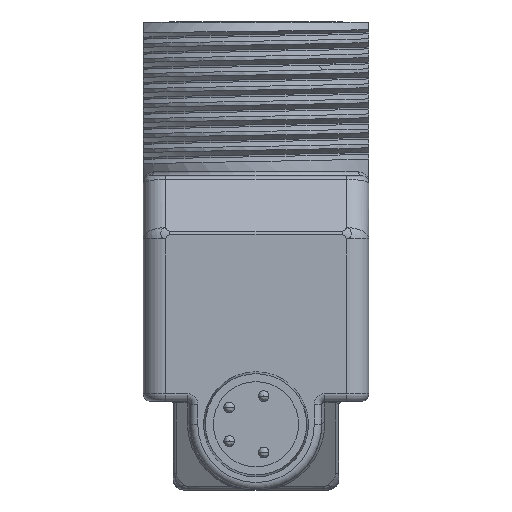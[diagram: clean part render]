
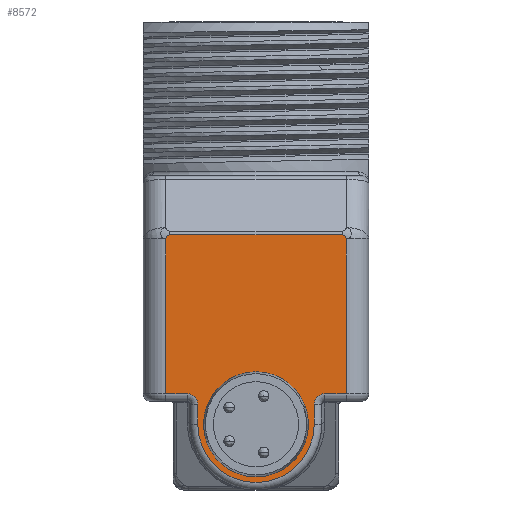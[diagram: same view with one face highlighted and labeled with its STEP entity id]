
A CAD part, front view. The second image highlights one B-rep face of the part: STEP entity #8572.
In plain terms, the highlighted planar face has unit normal (0, -1, 0).
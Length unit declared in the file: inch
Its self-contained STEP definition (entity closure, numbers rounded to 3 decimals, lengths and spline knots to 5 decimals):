
#1040=DIRECTION('',(0.,0.,-1.));
#1041=VECTOR('',#1040,0.40544);
#1042=CARTESIAN_POINT('',(-0.23622,-0.67913,
0.13772));
#1043=LINE('',#1042,#1041);
#1053=CARTESIAN_POINT('',(-0.23622,-0.67913,
0.13772));
#1054=CARTESIAN_POINT('',(-0.23608,-0.67913,
0.14281));
#1055=CARTESIAN_POINT('',(-0.23076,-0.67913,
0.14827));
#1056=CARTESIAN_POINT('',(-0.22567,-0.67913,
0.14827));
#1058=CARTESIAN_POINT('',(0.23622,-0.67913,
0.13772));
#1059=CARTESIAN_POINT('',(0.23608,-0.67913,
0.14281));
#1060=CARTESIAN_POINT('',(0.23076,-0.67913,
0.14827));
#1061=CARTESIAN_POINT('',(0.22567,-0.67913,
0.14827));
#1063=CARTESIAN_POINT('',(0.,-0.67913,-0.34764));
#1064=DIRECTION('',(0.,-1.,0.));
#1065=DIRECTION('',(1.,0.,0.));
#1066=AXIS2_PLACEMENT_3D('',#1063,#1064,#1065);
#1068=CARTESIAN_POINT('',(0.,-0.67913,-0.34764));
#1069=DIRECTION('',(0.,-1.,0.));
#1070=DIRECTION('',(-1.,0.,0.));
#1071=AXIS2_PLACEMENT_3D('',#1068,#1069,#1070);
#1077=DIRECTION('',(0.,0.,1.));
#1078=VECTOR('',#1077,0.40544);
#1079=CARTESIAN_POINT('',(0.23622,-0.67913,
-0.26772));
#1080=LINE('',#1079,#1078);
#1105=DIRECTION('',(-1.,0.,0.));
#1106=VECTOR('',#1105,0.0563);
#1107=CARTESIAN_POINT('',(0.23622,-0.67913,
-0.26772));
#1108=LINE('',#1107,#1106);
#1119=CARTESIAN_POINT('',(0.17992,-0.67913,
-0.29528));
#1120=DIRECTION('',(0.,-1.,0.));
#1121=DIRECTION('',(0.,0.,1.));
#1122=AXIS2_PLACEMENT_3D('',#1119,#1120,#1121);
#1380=DIRECTION('',(-1.,0.,0.));
#1381=VECTOR('',#1380,0.0563);
#1382=CARTESIAN_POINT('',(-0.17992,-0.67913,
-0.26772));
#1383=LINE('',#1382,#1381);
#1394=CARTESIAN_POINT('',(-0.17992,-0.67913,
-0.29528));
#1395=DIRECTION('',(0.,-1.,0.));
#1396=DIRECTION('',(1.,0.,0.));
#1397=AXIS2_PLACEMENT_3D('',#1394,#1395,#1396);
#1425=DIRECTION('',(0.,0.,1.));
#1426=VECTOR('',#1425,0.05236);
#1427=CARTESIAN_POINT('',(-0.15236,-0.67913,
-0.34764));
#1428=LINE('',#1427,#1426);
#1439=CARTESIAN_POINT('',(0.,-0.67913,-0.34764));
#1440=DIRECTION('',(0.,1.,0.));
#1441=DIRECTION('',(1.,0.,0.));
#1442=AXIS2_PLACEMENT_3D('',#1439,#1440,#1441);
#1457=DIRECTION('',(0.,0.,-1.));
#1458=VECTOR('',#1457,0.05236);
#1459=CARTESIAN_POINT('',(0.15236,-0.67913,
-0.29528));
#1460=LINE('',#1459,#1458);
#2550=DIRECTION('',(-1.,0.,0.));
#2551=VECTOR('',#2550,0.45134);
#2552=CARTESIAN_POINT('',(0.22567,-0.67913,
0.14827));
#2553=LINE('',#2552,#2551);
#7024=VERTEX_POINT('',#1058);
#7025=VERTEX_POINT('',#1061);
#7031=CARTESIAN_POINT('',(-0.22567,-0.67913,
0.14827));
#7032=VERTEX_POINT('',#7031);
#7033=VERTEX_POINT('',#1053);
#7662=CARTESIAN_POINT('',(-0.23622,-0.67913,
-0.26772));
#7663=VERTEX_POINT('',#7662);
#7666=CARTESIAN_POINT('',(-0.17992,-0.67913,
-0.26772));
#7667=VERTEX_POINT('',#7666);
#7670=CARTESIAN_POINT('',(-0.15236,-0.67913,
-0.29528));
#7671=VERTEX_POINT('',#7670);
#7674=CARTESIAN_POINT('',(-0.15236,-0.67913,
-0.34764));
#7675=VERTEX_POINT('',#7674);
#7678=CARTESIAN_POINT('',(0.15236,-0.67913,
-0.34764));
#7679=VERTEX_POINT('',#7678);
#7682=CARTESIAN_POINT('',(0.15236,-0.67913,
-0.29528));
#7683=VERTEX_POINT('',#7682);
#7686=CARTESIAN_POINT('',(0.17992,-0.67913,
-0.26772));
#7687=VERTEX_POINT('',#7686);
#7690=CARTESIAN_POINT('',(0.23622,-0.67913,
-0.26772));
#7691=VERTEX_POINT('',#7690);
#7785=CARTESIAN_POINT('',(0.1275,-0.67913,-0.34764));
#7786=CARTESIAN_POINT('',(-0.1275,-0.67913,-0.34764));
#7787=VERTEX_POINT('',#7785);
#7788=VERTEX_POINT('',#7786);
#8536=CARTESIAN_POINT('',(-0.29528,-0.67913,0.));
#8537=DIRECTION('',(0.,-1.,0.));
#8538=DIRECTION('',(1.,0.,0.));
#8539=AXIS2_PLACEMENT_3D('',#8536,#8537,#8538);
#8540=PLANE('',#8539);
#8542=ORIENTED_EDGE('',*,*,#8541,.F.);
#8544=ORIENTED_EDGE('',*,*,#8543,.T.);
#8546=ORIENTED_EDGE('',*,*,#8545,.T.);
#8548=ORIENTED_EDGE('',*,*,#8547,.T.);
#8550=ORIENTED_EDGE('',*,*,#8549,.T.);
#8552=ORIENTED_EDGE('',*,*,#8551,.T.);
#8554=ORIENTED_EDGE('',*,*,#8553,.T.);
#8556=ORIENTED_EDGE('',*,*,#8555,.T.);
#8557=ORIENTED_EDGE('',*,*,#8526,.F.);
#8559=ORIENTED_EDGE('',*,*,#8558,.T.);
#8561=ORIENTED_EDGE('',*,*,#8560,.F.);
#8563=ORIENTED_EDGE('',*,*,#8562,.F.);
#8564=EDGE_LOOP('',(#8542,#8544,#8546,#8548,#8550,#8552,#8554,#8556,#8557,#8559,
#8561,#8563));
#8565=FACE_OUTER_BOUND('',#8564,.F.);
#8567=ORIENTED_EDGE('',*,*,#8566,.T.);
#8569=ORIENTED_EDGE('',*,*,#8568,.T.);
#8570=EDGE_LOOP('',(#8567,#8569));
#8571=FACE_BOUND('',#8570,.F.);
#8572=ADVANCED_FACE('',(#8565,#8571),#8540,.T.);
#1057=B_SPLINE_CURVE_WITH_KNOTS('',3,(#1053,#1054,#1055,#1056),.UNSPECIFIED.,
.F.,.F.,(4,4),(0.,1.),.UNSPECIFIED.);
#1062=B_SPLINE_CURVE_WITH_KNOTS('',3,(#1058,#1059,#1060,#1061),.UNSPECIFIED.,
.F.,.F.,(4,4),(0.,1.),.UNSPECIFIED.);
#1067=CIRCLE('',#1066,0.1275);
#1072=CIRCLE('',#1071,0.1275);
#1123=CIRCLE('',#1122,0.02756);
#1398=CIRCLE('',#1397,0.02756);
#1443=CIRCLE('',#1442,0.15236);
#8526=EDGE_CURVE('',#7033,#7663,#1043,.T.);
#8541=EDGE_CURVE('',#7691,#7024,#1080,.T.);
#8543=EDGE_CURVE('',#7691,#7687,#1108,.T.);
#8545=EDGE_CURVE('',#7687,#7683,#1123,.T.);
#8547=EDGE_CURVE('',#7683,#7679,#1460,.T.);
#8549=EDGE_CURVE('',#7679,#7675,#1443,.T.);
#8551=EDGE_CURVE('',#7675,#7671,#1428,.T.);
#8553=EDGE_CURVE('',#7671,#7667,#1398,.T.);
#8555=EDGE_CURVE('',#7667,#7663,#1383,.T.);
#8558=EDGE_CURVE('',#7033,#7032,#1057,.T.);
#8560=EDGE_CURVE('',#7025,#7032,#2553,.T.);
#8562=EDGE_CURVE('',#7024,#7025,#1062,.T.);
#8566=EDGE_CURVE('',#7787,#7788,#1067,.T.);
#8568=EDGE_CURVE('',#7788,#7787,#1072,.T.);
